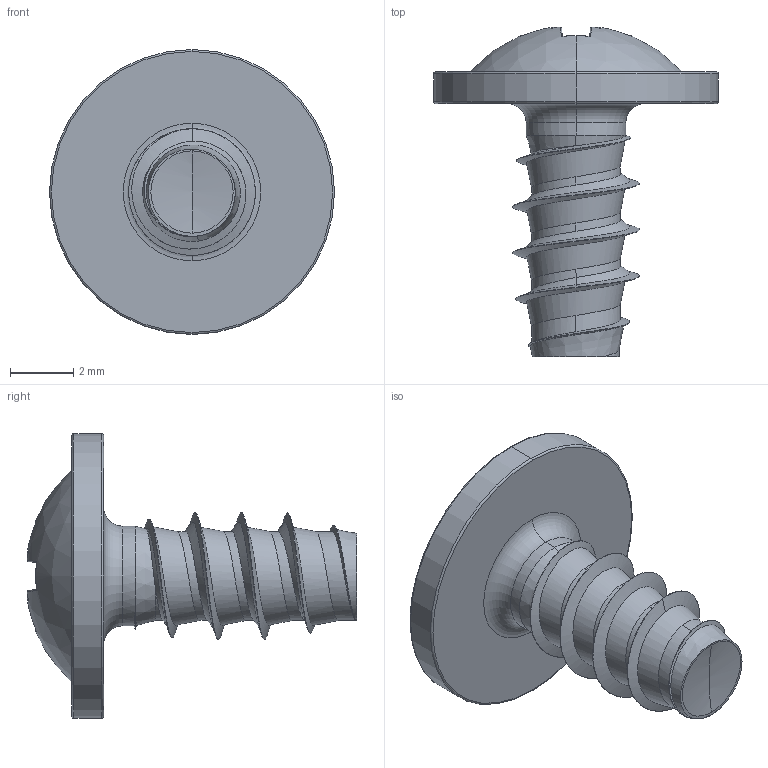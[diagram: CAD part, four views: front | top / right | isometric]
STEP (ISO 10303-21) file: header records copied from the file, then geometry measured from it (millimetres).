
FILE_DESCRIPTION (( 'STEP AP203' ), '1' );
FILE_NAME ('STP210400080.STEP', '2017-08-14T17:29:33', ( '' ), ( '' ), 'SwSTEP 2.0', 'SolidWorks 2015', '' );
FILE_SCHEMA (( 'CONFIG_CONTROL_DESIGN' ));
Length unit declared in the file: millimetre
Products named in the file (1): STP210400080
Bounding box: 9 x 10.42 x 9 mm (x, y, z)
Volume: 142.5 mm3; surface area: 278.6 mm2
Topology: 1 solids, 1 shells, 181 faces, 425 edges, 247 vertices
Faces by surface type: bspline 55, cylinder 36, plane 31, torus 30, sphere 20, cone 9
Entity records: 14845 total; most frequent: CARTESIAN_POINT 11066, ORIENTED_EDGE 846, DIRECTION 711, EDGE_CURVE 423, AXIS2_PLACEMENT_3D 315, VERTEX_POINT 247, CIRCLE 188, EDGE_LOOP 184
